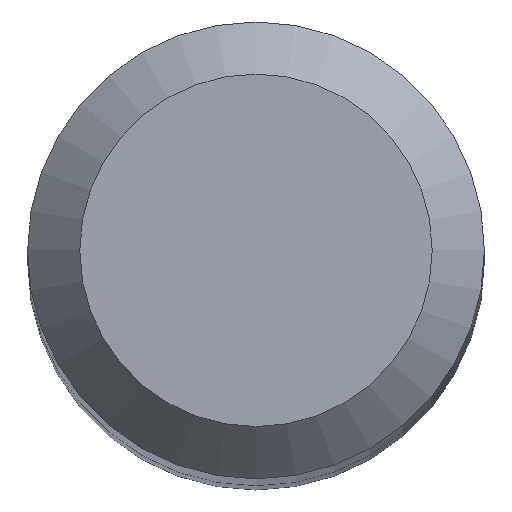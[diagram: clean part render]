
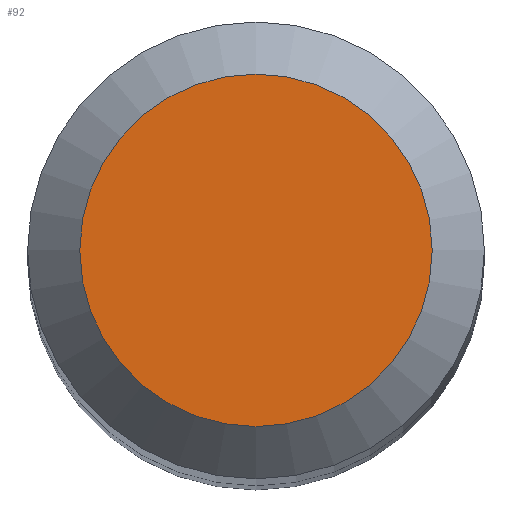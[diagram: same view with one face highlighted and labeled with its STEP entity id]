
A CAD part, top view. The second image highlights one B-rep face of the part: STEP entity #92.
In plain terms, the highlighted planar face has unit normal (0, 0, 1).
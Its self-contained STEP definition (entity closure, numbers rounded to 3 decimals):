
#6 = ORIENTED_EDGE ( 'NONE', *, *, #201, .F. ) ;
#14 = FACE_OUTER_BOUND ( 'NONE', #126, .T. ) ;
#40 = DIRECTION ( 'NONE',  ( 0., 0., -1. ) ) ;
#60 = AXIS2_PLACEMENT_3D ( 'NONE', #190, #40, #168 ) ;
#66 = AXIS2_PLACEMENT_3D ( 'NONE', #187, #78, #79 ) ;
#67 = CIRCLE ( 'NONE', #60, 1.35 ) ;
#78 = DIRECTION ( 'NONE',  ( 0., 0., -1. ) ) ;
#79 = DIRECTION ( 'NONE',  ( 0., 1., 0. ) ) ;
#92 = ADVANCED_FACE ( 'NONE', ( #14 ), #199, .F. ) ;
#122 = CARTESIAN_POINT ( 'NONE',  ( 0., 1.35, 50. ) ) ;
#126 = EDGE_LOOP ( 'NONE', ( #6 ) ) ;
#164 = VERTEX_POINT ( 'NONE', #122 ) ;
#168 = DIRECTION ( 'NONE',  ( 0., 1., 0. ) ) ;
#187 = CARTESIAN_POINT ( 'NONE',  ( 0., 0., 50. ) ) ;
#190 = CARTESIAN_POINT ( 'NONE',  ( 0., 0., 50. ) ) ;
#199 = PLANE ( 'NONE',  #66 ) ;
#201 = EDGE_CURVE ( 'NONE', #164, #164, #67, .T. ) ;
